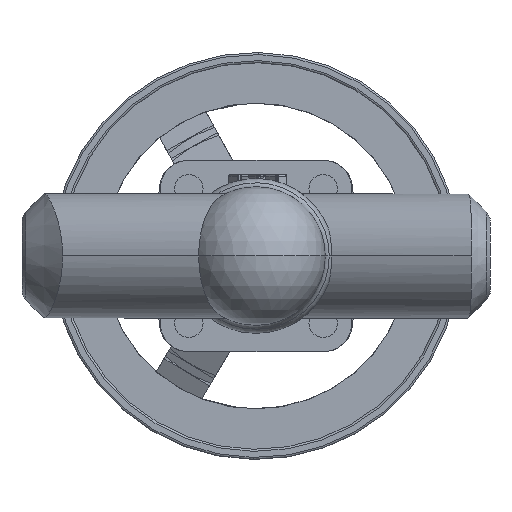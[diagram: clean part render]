
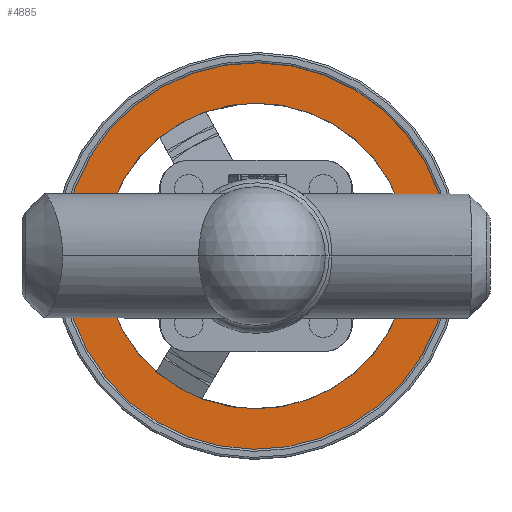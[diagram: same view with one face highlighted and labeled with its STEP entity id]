
A CAD part, front view. The second image highlights one B-rep face of the part: STEP entity #4885.
In plain terms, the highlighted planar face has unit normal (0, -1, 0).
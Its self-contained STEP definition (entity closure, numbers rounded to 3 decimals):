
#2748 = AXIS2_PLACEMENT_3D ( 'NONE', #3073, #18019, #4835 ) ;
#3073 = CARTESIAN_POINT ( 'NONE',  ( 0., 224., 0. ) ) ;
#3185 = CARTESIAN_POINT ( 'NONE',  ( 0., 224., 0. ) ) ;
#3431 = DIRECTION ( 'NONE',  ( 0., -1., 0. ) ) ;
#4267 = DIRECTION ( 'NONE',  ( 1., 0., 0. ) ) ;
#4600 = CARTESIAN_POINT ( 'NONE',  ( 94.991, 224., -1.314 ) ) ;
#4835 = DIRECTION ( 'NONE',  ( 0., 0., -1. ) ) ;
#4885 = ADVANCED_FACE ( 'NONE', ( #6524, #22072 ), #10373, .T. ) ;
#5235 = DIRECTION ( 'NONE',  ( 1., 0., -0.014 ) ) ;
#5656 = EDGE_CURVE ( 'NONE', #6265, #7247, #15390, .T. ) ;
#6265 = VERTEX_POINT ( 'NONE', #23918 ) ;
#6524 = FACE_BOUND ( 'NONE', #24240, .T. ) ;
#7247 = VERTEX_POINT ( 'NONE', #20335 ) ;
#7905 = EDGE_LOOP ( 'NONE', ( #12744, #13777 ) ) ;
#10013 = AXIS2_PLACEMENT_3D ( 'NONE', #15614, #3431, #17674 ) ;
#10373 = PLANE ( 'NONE',  #19798 ) ;
#10941 = CIRCLE ( 'NONE', #10013, 75.069 ) ;
#11311 = DIRECTION ( 'NONE',  ( 0., -1., 0. ) ) ;
#12744 = ORIENTED_EDGE ( 'NONE', *, *, #20428, .T. ) ;
#13777 = ORIENTED_EDGE ( 'NONE', *, *, #19114, .T. ) ;
#15280 = ORIENTED_EDGE ( 'NONE', *, *, #5656, .F. ) ;
#15390 = CIRCLE ( 'NONE', #2748, 75.069 ) ;
#15614 = CARTESIAN_POINT ( 'NONE',  ( 0., 224., 0. ) ) ;
#17409 = DIRECTION ( 'NONE',  ( 0., -1., 0. ) ) ;
#17467 = VERTEX_POINT ( 'NONE', #24486 ) ;
#17674 = DIRECTION ( 'NONE',  ( 0., 0., -1. ) ) ;
#18019 = DIRECTION ( 'NONE',  ( 0., -1., 0. ) ) ;
#18481 = DIRECTION ( 'NONE',  ( 0., -1., 0. ) ) ;
#18506 = EDGE_CURVE ( 'NONE', #7247, #6265, #10941, .T. ) ;
#19114 = EDGE_CURVE ( 'NONE', #17467, #23205, #19802, .T. ) ;
#19798 = AXIS2_PLACEMENT_3D ( 'NONE', #24580, #18481, #4267 ) ;
#19802 = CIRCLE ( 'NONE', #20751, 95. ) ;
#20335 = CARTESIAN_POINT ( 'NONE',  ( 0., 224., 75.069 ) ) ;
#20428 = EDGE_CURVE ( 'NONE', #23205, #17467, #22215, .T. ) ;
#20751 = AXIS2_PLACEMENT_3D ( 'NONE', #23439, #11311, #25509 ) ;
#21793 = AXIS2_PLACEMENT_3D ( 'NONE', #3185, #17409, #5235 ) ;
#21966 = ORIENTED_EDGE ( 'NONE', *, *, #18506, .F. ) ;
#22072 = FACE_OUTER_BOUND ( 'NONE', #7905, .T. ) ;
#22215 = CIRCLE ( 'NONE', #21793, 95. ) ;
#23205 = VERTEX_POINT ( 'NONE', #4600 ) ;
#23439 = CARTESIAN_POINT ( 'NONE',  ( 0., 224., 0. ) ) ;
#23918 = CARTESIAN_POINT ( 'NONE',  ( 0., 224., -75.069 ) ) ;
#24240 = EDGE_LOOP ( 'NONE', ( #15280, #21966 ) ) ;
#24486 = CARTESIAN_POINT ( 'NONE',  ( -94.991, 224., 1.314 ) ) ;
#24580 = CARTESIAN_POINT ( 'NONE',  ( 0., 224., 0. ) ) ;
#25509 = DIRECTION ( 'NONE',  ( 1., 0., -0.014 ) ) ;
